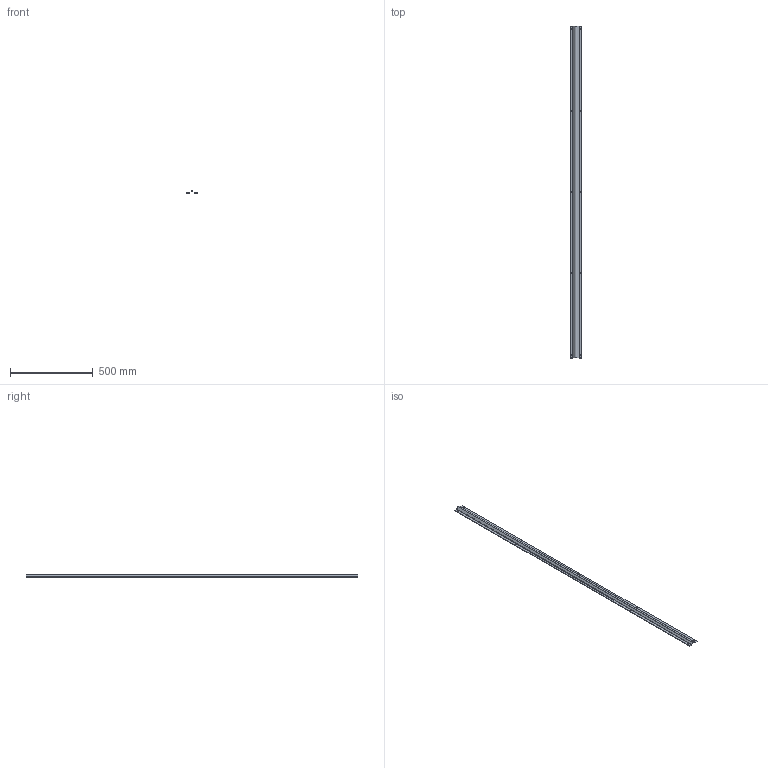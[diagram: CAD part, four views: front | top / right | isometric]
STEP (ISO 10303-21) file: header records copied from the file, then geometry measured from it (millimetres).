
FILE_DESCRIPTION(/* description */ (''),/* implementation_level */ '2;1');
FILE_NAME(/* name */ 'RAS a visser pour gorge V.stp',/* time_stamp */ '2019-08-13T11:38:20+02:00',/* author */ ('giuliano'),/* organization */ (''),/* preprocessor_version */ 'ST-DEVELOPER v17.2',/* originating_system */ 'Autodesk Inventor 2019',/* authorisation */ '');
FILE_SCHEMA (('AUTOMOTIVE_DESIGN { 1 0 10303 214 3 1 1 }'));
Length unit declared in the file: millimetre
Products named in the file (1): 20021VV_2
Bounding box: 65.7 x 2000 x 16.77 mm (x, y, z)
Volume: 456376.6 mm3; surface area: 317321.1 mm2
Topology: 1 solids, 1 shells, 40 faces, 100 edges, 62 vertices
Faces by surface type: plane 24, cylinder 16
Full cylindrical faces by diameter (mm): 6.5 x10
Entity records: 1275 total; most frequent: DIRECTION 224, CARTESIAN_POINT 203, ORIENTED_EDGE 200, EDGE_CURVE 100, AXIS2_PLACEMENT_3D 83, VERTEX_POINT 62, EDGE_LOOP 60, LINE 58
